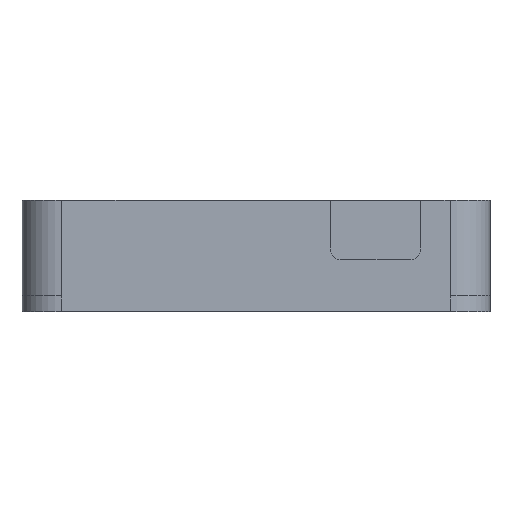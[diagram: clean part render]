
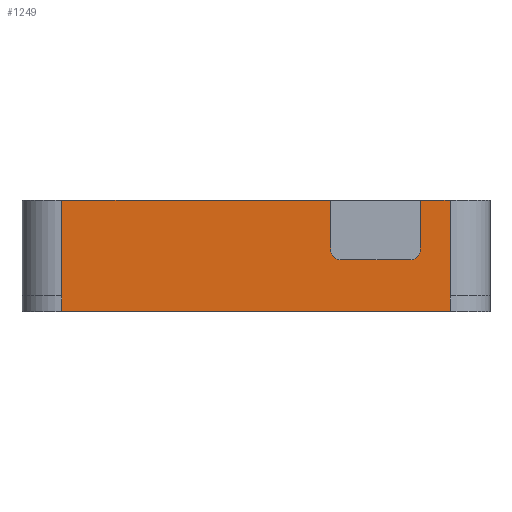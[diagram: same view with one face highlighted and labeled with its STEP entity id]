
A CAD part, left-side view. The second image highlights one B-rep face of the part: STEP entity #1249.
In plain terms, the highlighted planar face has unit normal (-1, 0, 0).
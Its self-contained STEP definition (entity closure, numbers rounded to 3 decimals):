
#277 = VERTEX_POINT('',#278);
#278 = CARTESIAN_POINT('',(-23.5,-19.5,-11.2));
#285 = EDGE_CURVE('',#277,#286,#288,.T.);
#286 = VERTEX_POINT('',#287);
#287 = CARTESIAN_POINT('',(-23.5,19.5,-11.2));
#288 = LINE('',#289,#290);
#289 = CARTESIAN_POINT('',(-23.5,-23.5,-11.2));
#290 = VECTOR('',#291,1.);
#291 = DIRECTION('',(0.,1.,0.));
#383 = VERTEX_POINT('',#384);
#384 = CARTESIAN_POINT('',(-23.5,19.5,-9.6));
#391 = EDGE_CURVE('',#383,#286,#392,.T.);
#392 = LINE('',#393,#394);
#393 = CARTESIAN_POINT('',(-23.5,19.5,-9.6));
#394 = VECTOR('',#395,1.);
#395 = DIRECTION('',(-0.,-0.,-1.));
#458 = VERTEX_POINT('',#459);
#459 = CARTESIAN_POINT('',(-23.5,19.5,0.));
#466 = EDGE_CURVE('',#458,#383,#467,.T.);
#467 = LINE('',#468,#469);
#468 = CARTESIAN_POINT('',(-23.5,19.5,0.));
#469 = VECTOR('',#470,1.);
#470 = DIRECTION('',(0.,0.,-1.));
#520 = EDGE_CURVE('',#458,#521,#523,.T.);
#521 = VERTEX_POINT('',#522);
#522 = CARTESIAN_POINT('',(-23.5,-7.5,0.));
#523 = LINE('',#524,#525);
#524 = CARTESIAN_POINT('',(-23.5,23.5,0.));
#525 = VECTOR('',#526,1.);
#526 = DIRECTION('',(0.,-1.,0.));
#868 = VERTEX_POINT('',#869);
#869 = CARTESIAN_POINT('',(-23.5,-16.5,0.));
#875 = EDGE_CURVE('',#868,#876,#878,.T.);
#876 = VERTEX_POINT('',#877);
#877 = CARTESIAN_POINT('',(-23.5,-19.5,0.));
#878 = LINE('',#879,#880);
#879 = CARTESIAN_POINT('',(-23.5,23.5,0.));
#880 = VECTOR('',#881,1.);
#881 = DIRECTION('',(0.,-1.,0.));
#1189 = VERTEX_POINT('',#1190);
#1190 = CARTESIAN_POINT('',(-23.5,-19.5,-9.6));
#1197 = EDGE_CURVE('',#1189,#277,#1198,.T.);
#1198 = LINE('',#1199,#1200);
#1199 = CARTESIAN_POINT('',(-23.5,-19.5,-9.6));
#1200 = VECTOR('',#1201,1.);
#1201 = DIRECTION('',(-0.,-0.,-1.));
#1249 = ADVANCED_FACE('',(#1250),#1304,.T.);
#1250 = FACE_BOUND('',#1251,.T.);
#1251 = EDGE_LOOP('',(#1252,#1260,#1269,#1277,#1286,#1292,#1293,#1294,
    #1295,#1296,#1297,#1303));
#1252 = ORIENTED_EDGE('',*,*,#1253,.F.);
#1253 = EDGE_CURVE('',#1254,#868,#1256,.T.);
#1254 = VERTEX_POINT('',#1255);
#1255 = CARTESIAN_POINT('',(-23.5,-16.5,-5.));
#1256 = LINE('',#1257,#1258);
#1257 = CARTESIAN_POINT('',(-23.5,-16.5,-6.));
#1258 = VECTOR('',#1259,1.);
#1259 = DIRECTION('',(0.,0.,1.));
#1260 = ORIENTED_EDGE('',*,*,#1261,.T.);
#1261 = EDGE_CURVE('',#1254,#1262,#1264,.T.);
#1262 = VERTEX_POINT('',#1263);
#1263 = CARTESIAN_POINT('',(-23.5,-15.5,-6.));
#1264 = CIRCLE('',#1265,1.);
#1265 = AXIS2_PLACEMENT_3D('',#1266,#1267,#1268);
#1266 = CARTESIAN_POINT('',(-23.5,-15.5,-5.));
#1267 = DIRECTION('',(1.,0.,-0.));
#1268 = DIRECTION('',(0.,0.,1.));
#1269 = ORIENTED_EDGE('',*,*,#1270,.F.);
#1270 = EDGE_CURVE('',#1271,#1262,#1273,.T.);
#1271 = VERTEX_POINT('',#1272);
#1272 = CARTESIAN_POINT('',(-23.5,-8.5,-6.));
#1273 = LINE('',#1274,#1275);
#1274 = CARTESIAN_POINT('',(-23.5,-7.5,-6.));
#1275 = VECTOR('',#1276,1.);
#1276 = DIRECTION('',(0.,-1.,0.));
#1277 = ORIENTED_EDGE('',*,*,#1278,.F.);
#1278 = EDGE_CURVE('',#1279,#1271,#1281,.T.);
#1279 = VERTEX_POINT('',#1280);
#1280 = CARTESIAN_POINT('',(-23.5,-7.5,-5.));
#1281 = CIRCLE('',#1282,1.);
#1282 = AXIS2_PLACEMENT_3D('',#1283,#1284,#1285);
#1283 = CARTESIAN_POINT('',(-23.5,-8.5,-5.));
#1284 = DIRECTION('',(-1.,0.,0.));
#1285 = DIRECTION('',(0.,0.,1.));
#1286 = ORIENTED_EDGE('',*,*,#1287,.F.);
#1287 = EDGE_CURVE('',#521,#1279,#1288,.T.);
#1288 = LINE('',#1289,#1290);
#1289 = CARTESIAN_POINT('',(-23.5,-7.5,0.));
#1290 = VECTOR('',#1291,1.);
#1291 = DIRECTION('',(0.,0.,-1.));
#1292 = ORIENTED_EDGE('',*,*,#520,.F.);
#1293 = ORIENTED_EDGE('',*,*,#466,.T.);
#1294 = ORIENTED_EDGE('',*,*,#391,.T.);
#1295 = ORIENTED_EDGE('',*,*,#285,.F.);
#1296 = ORIENTED_EDGE('',*,*,#1197,.F.);
#1297 = ORIENTED_EDGE('',*,*,#1298,.F.);
#1298 = EDGE_CURVE('',#876,#1189,#1299,.T.);
#1299 = LINE('',#1300,#1301);
#1300 = CARTESIAN_POINT('',(-23.5,-19.5,0.));
#1301 = VECTOR('',#1302,1.);
#1302 = DIRECTION('',(0.,0.,-1.));
#1303 = ORIENTED_EDGE('',*,*,#875,.F.);
#1304 = PLANE('',#1305);
#1305 = AXIS2_PLACEMENT_3D('',#1306,#1307,#1308);
#1306 = CARTESIAN_POINT('',(-23.5,0.,-6.26));
#1307 = DIRECTION('',(-1.,0.,0.));
#1308 = DIRECTION('',(0.,0.,-1.));
